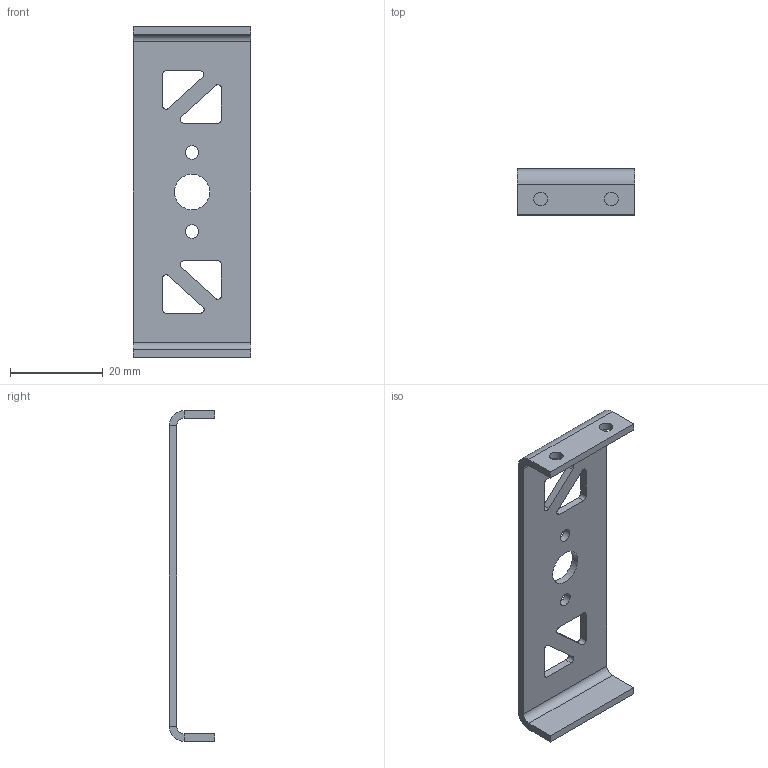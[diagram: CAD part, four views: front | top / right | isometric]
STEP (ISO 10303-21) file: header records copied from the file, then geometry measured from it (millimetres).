
FILE_DESCRIPTION(/* description */ (''),/* implementation_level */ '2;1');
FILE_NAME(/* name */ 'CS_PanServoBrace_M1-00017-M10.ipt.stp',/* time_stamp */ '2016-01-07T16:36:29-08:00',/* author */ ('Autodesk Inc.'),/* organization */ ('Autodesk Inc.'),/* preprocessor_version */ 'ST-DEVELOPER v16.1',/* originating_system */ 'Autodesk Inventor 2016',/* authorisation */ '');
FILE_SCHEMA (('AUTOMOTIVE_DESIGN { 1 0 10303 214 3 1 1 }'));
Length unit declared in the file: inch
Products named in the file (1): CS_PanServoBrace_M1-00017-M10
Bounding box: 25.4 x 9.83 x 71.32 mm (x, y, z)
Volume: 3126.3 mm3; surface area: 4489.3 mm2
Topology: 1 solids, 1 shells, 51 faces, 133 edges, 84 vertices
Faces by surface type: plane 30, cylinder 21
Full cylindrical faces by diameter (mm): 2.87 x1, 2.946 x3, 7.62 x1
Entity records: 1576 total; most frequent: DIRECTION 272, CARTESIAN_POINT 260, ORIENTED_EDGE 252, EDGE_CURVE 126, AXIS2_PLACEMENT_3D 94, LINE 84, VECTOR 84, VERTEX_POINT 82
